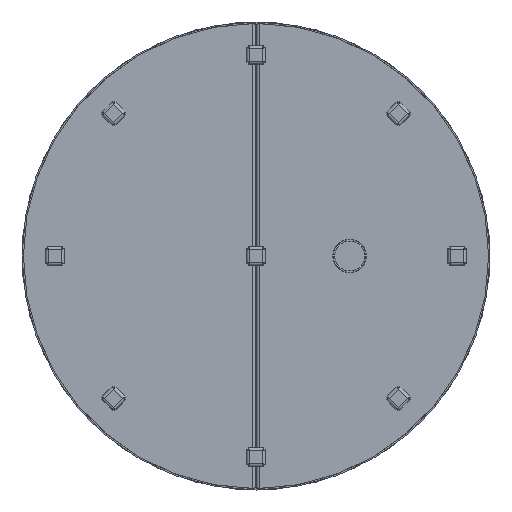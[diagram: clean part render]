
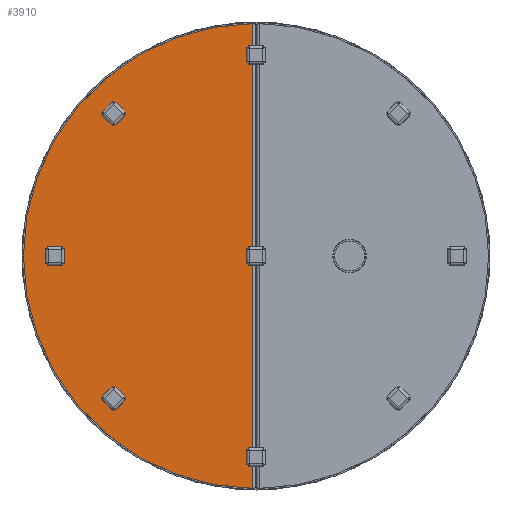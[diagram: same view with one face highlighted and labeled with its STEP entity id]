
A CAD part, front view. The second image highlights one B-rep face of the part: STEP entity #3910.
In plain terms, the highlighted planar face has unit normal (0, -1, 0).
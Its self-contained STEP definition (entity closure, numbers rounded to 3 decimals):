
#126 = AXIS2_PLACEMENT_3D ( 'NONE', #2068, #6321, #2626 ) ;
#775 = DIRECTION ( 'NONE',  ( 0., 0., 1. ) ) ;
#902 = CIRCLE ( 'NONE', #2686, 497. ) ;
#1255 = DIRECTION ( 'NONE',  ( 0., 1., 0. ) ) ;
#1341 = EDGE_LOOP ( 'NONE', ( #5616, #5309 ) ) ;
#1385 = CARTESIAN_POINT ( 'NONE',  ( -7., -3., -497. ) ) ;
#1509 = VERTEX_POINT ( 'NONE', #3366 ) ;
#1857 = CARTESIAN_POINT ( 'NONE',  ( 0., -3., 0. ) ) ;
#2068 = CARTESIAN_POINT ( 'NONE',  ( 0., -3., 0. ) ) ;
#2465 = EDGE_CURVE ( 'NONE', #2557, #1509, #902, .T. ) ;
#2557 = VERTEX_POINT ( 'NONE', #3471 ) ;
#2626 = DIRECTION ( 'NONE',  ( 0., 0., 1. ) ) ;
#2686 = AXIS2_PLACEMENT_3D ( 'NONE', #1857, #1255, #775 ) ;
#3073 = LINE ( 'NONE', #1385, #3270 ) ;
#3270 = VECTOR ( 'NONE', #5260, 1000. ) ;
#3366 = CARTESIAN_POINT ( 'NONE',  ( -7., -3., 496.951 ) ) ;
#3471 = CARTESIAN_POINT ( 'NONE',  ( -7., -3., -496.951 ) ) ;
#3642 = PLANE ( 'NONE',  #126 ) ;
#3910 = ADVANCED_FACE ( 'NONE', ( #6848 ), #3642, .F. ) ;
#5223 = EDGE_CURVE ( 'NONE', #2557, #1509, #3073, .T. ) ;
#5260 = DIRECTION ( 'NONE',  ( 0., 0., 1. ) ) ;
#5309 = ORIENTED_EDGE ( 'NONE', *, *, #2465, .F. ) ;
#5616 = ORIENTED_EDGE ( 'NONE', *, *, #5223, .T. ) ;
#6321 = DIRECTION ( 'NONE',  ( 0., 1., 0. ) ) ;
#6848 = FACE_OUTER_BOUND ( 'NONE', #1341, .T. ) ;
